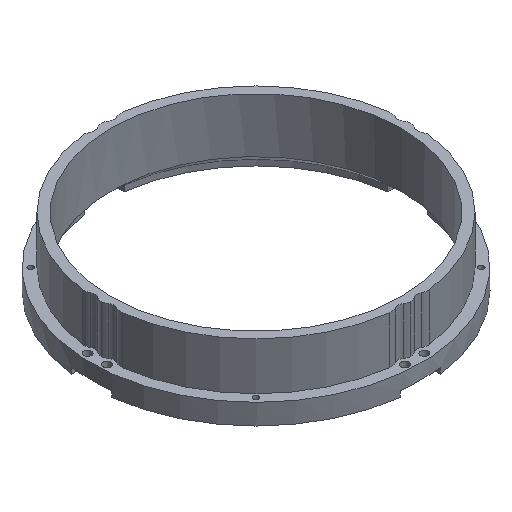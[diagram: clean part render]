
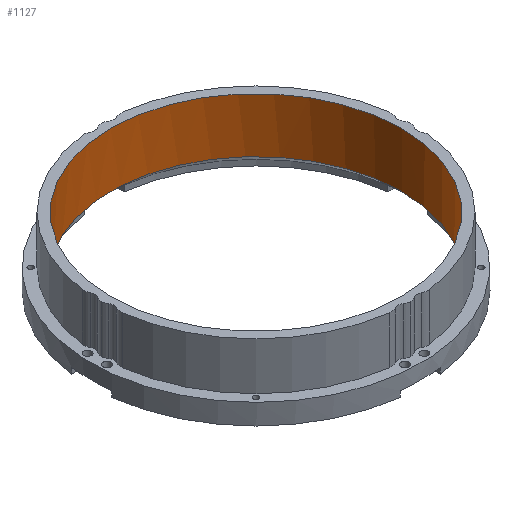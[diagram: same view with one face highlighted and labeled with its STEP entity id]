
A CAD part, isometric view. The second image highlights one B-rep face of the part: STEP entity #1127.
In plain terms, the highlighted cylindrical face has radius 31.496 mm (diameter 62.992 mm), a full revolution.
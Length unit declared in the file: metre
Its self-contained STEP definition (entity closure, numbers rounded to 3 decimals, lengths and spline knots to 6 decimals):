
#17=CYLINDRICAL_SURFACE('',#1229,0.031496);
#213=ORIENTED_EDGE('',*,*,#539,.T.);
#214=ORIENTED_EDGE('',*,*,#540,.T.);
#539=EDGE_CURVE('',#702,#702,#803,.F.);
#540=EDGE_CURVE('',#703,#703,#804,.T.);
#702=VERTEX_POINT('',#1858);
#703=VERTEX_POINT('',#1860);
#803=CIRCLE('',#1230,0.031496);
#804=CIRCLE('',#1231,0.031496);
#899=EDGE_LOOP('',(#213));
#900=EDGE_LOOP('',(#214));
#1005=FACE_BOUND('',#899,.T.);
#1006=FACE_BOUND('',#900,.T.);
#1127=ADVANCED_FACE('',(#1005,#1006),#17,.F.);
#1229=AXIS2_PLACEMENT_3D('',#1856,#1444,#1445);
#1230=AXIS2_PLACEMENT_3D('',#1857,#1446,#1447);
#1231=AXIS2_PLACEMENT_3D('',#1859,#1448,#1449);
#1444=DIRECTION('',(0.,0.,-1.));
#1445=DIRECTION('',(-1.,0.,0.));
#1446=DIRECTION('',(0.,0.,1.));
#1447=DIRECTION('',(1.,0.,0.));
#1448=DIRECTION('',(0.,0.,1.));
#1449=DIRECTION('',(1.,0.,0.));
#1856=CARTESIAN_POINT('',(0.,0.,0.013462));
#1857=CARTESIAN_POINT('',(0.,0.,0.001651));
#1858=CARTESIAN_POINT('',(0.031496,0.,0.001651));
#1859=CARTESIAN_POINT('',(0.,0.,0.013462));
#1860=CARTESIAN_POINT('',(0.031496,0.,0.013462));
